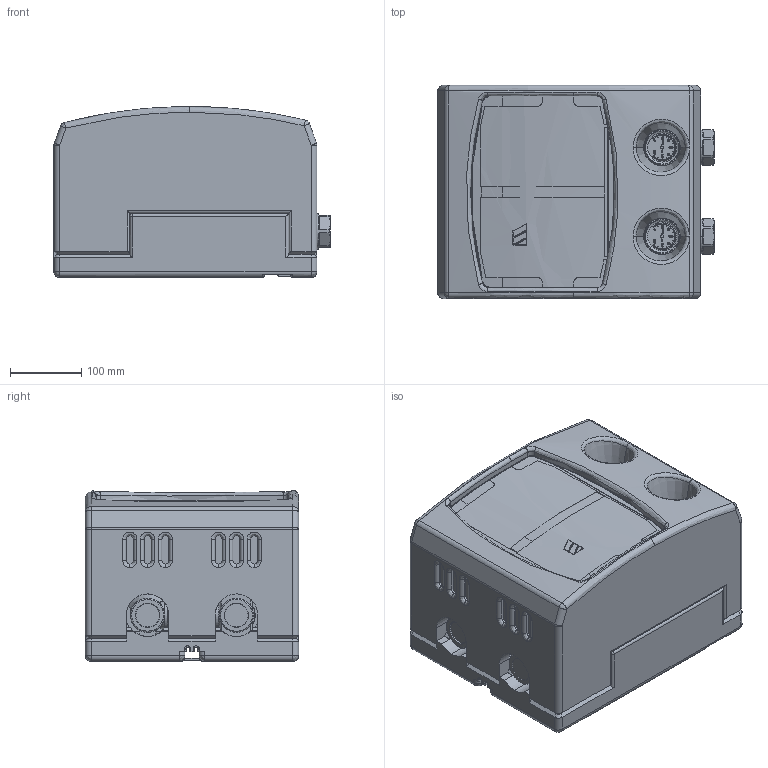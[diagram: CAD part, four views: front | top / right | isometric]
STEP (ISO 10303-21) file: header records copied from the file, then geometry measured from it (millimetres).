
FILE_DESCRIPTION (( 'STEP AP203' ), '1' );
FILE_NAME ('10026883.STEP', '2022-11-28T15:52:15', ( '' ), ( '' ), 'SwSTEP 2.0', 'SolidWorks 2021', '' );
FILE_SCHEMA (( 'CONFIG_CONTROL_DESIGN' ));
Products named in the file (1): 10026883
Bounding box: 388.71 x 300 x 240.5 mm (x, y, z)
Volume: 23431317.3 mm3; surface area: 1274250 mm2
Topology: 2 solids, 2 shells, 6658 faces, 17745 edges, 11310 vertices
Faces by surface type: plane 2950, bspline 2105, cylinder 1170, cone 404, torus 29
Entity records: 304791 total; most frequent: CARTESIAN_POINT 160076, ORIENTED_EDGE 35364, DIRECTION 21396, EDGE_CURVE 17682, VERTEX_POINT 11310, VECTOR 8200, LINE 8200, B_SPLINE_CURVE_WITH_KNOTS 7078
